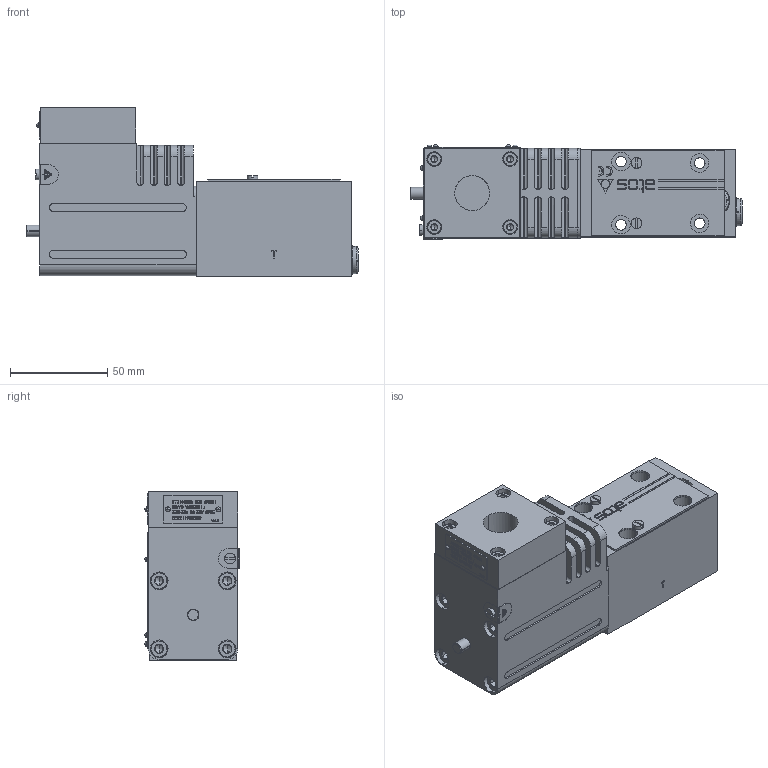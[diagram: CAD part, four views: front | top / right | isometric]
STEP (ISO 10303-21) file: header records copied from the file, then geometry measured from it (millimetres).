
FILE_DESCRIPTION(('STEP AP203'),'1');
FILE_NAME('DLAHM-3A-S10.stp','2020-09-24T16:37:27',(' '),(' '),'XStep 1.0',' ',' ');
FILE_SCHEMA(('CONFIG_CONTROL_DESIGN'));
Length unit declared in the file: millimetre
Bounding box: 170.75 x 48.35 x 87 mm (x, y, z)
Volume: 330500.4 mm3; surface area: 115356.9 mm2
Topology: 36 solids, 36 shells, 6262 faces, 17453 edges, 11445 vertices
Faces by surface type: plane 4852, cylinder 969, cone 330, torus 111
Entity records: 217735 total; most frequent: CARTESIAN_POINT 54245, ORIENTED_EDGE 34682, DIRECTION 31984, EDGE_CURVE 17341, LINE 14642, VECTOR 14642, VERTEX_POINT 11445, AXIS2_PLACEMENT_3D 8671
